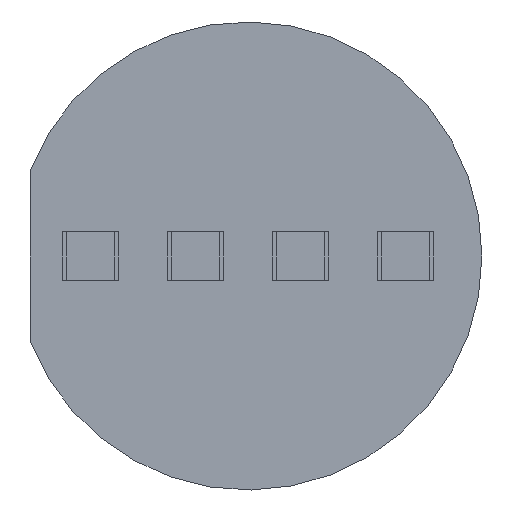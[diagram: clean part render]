
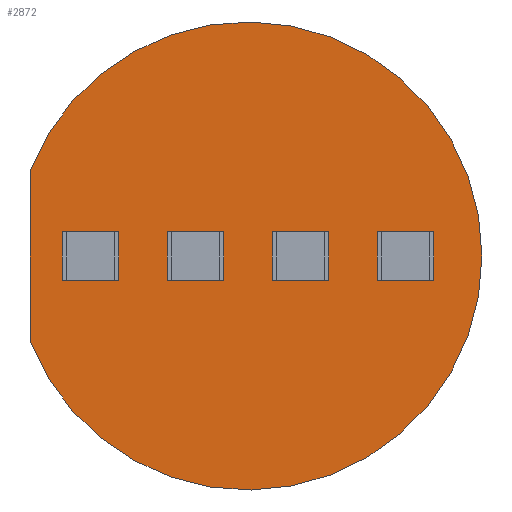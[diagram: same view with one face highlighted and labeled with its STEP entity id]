
A CAD part, front view. The second image highlights one B-rep face of the part: STEP entity #2872.
In plain terms, the highlighted planar face has unit normal (0, -1, 0).
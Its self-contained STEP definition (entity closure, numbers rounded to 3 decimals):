
#35=FACE_BOUND('',#374,.T.);
#36=FACE_BOUND('',#375,.T.);
#37=FACE_BOUND('',#376,.T.);
#38=FACE_BOUND('',#377,.T.);
#42=PLANE('',#3072);
#209=FACE_OUTER_BOUND('',#373,.T.);
#373=EDGE_LOOP('',(#2055,#2056));
#374=EDGE_LOOP('',(#2057,#2058,#2059,#2060));
#375=EDGE_LOOP('',(#2061,#2062,#2063,#2064));
#376=EDGE_LOOP('',(#2065,#2066,#2067,#2068));
#377=EDGE_LOOP('',(#2069,#2070,#2071,#2072));
#543=LINE('',#4074,#933);
#544=LINE('',#4077,#934);
#545=LINE('',#4079,#935);
#546=LINE('',#4081,#936);
#547=LINE('',#4082,#937);
#548=LINE('',#4085,#938);
#549=LINE('',#4087,#939);
#550=LINE('',#4089,#940);
#551=LINE('',#4090,#941);
#552=LINE('',#4093,#942);
#553=LINE('',#4095,#943);
#554=LINE('',#4097,#944);
#555=LINE('',#4098,#945);
#556=LINE('',#4101,#946);
#557=LINE('',#4103,#947);
#558=LINE('',#4105,#948);
#559=LINE('',#4106,#949);
#933=VECTOR('',#3285,1000.);
#934=VECTOR('',#3286,1000.);
#935=VECTOR('',#3287,1000.);
#936=VECTOR('',#3288,1000.);
#937=VECTOR('',#3289,1000.);
#938=VECTOR('',#3290,1000.);
#939=VECTOR('',#3291,1000.);
#940=VECTOR('',#3292,1000.);
#941=VECTOR('',#3293,1000.);
#942=VECTOR('',#3294,1000.);
#943=VECTOR('',#3295,1000.);
#944=VECTOR('',#3296,1000.);
#945=VECTOR('',#3297,1000.);
#946=VECTOR('',#3298,1000.);
#947=VECTOR('',#3299,1000.);
#948=VECTOR('',#3300,1000.);
#949=VECTOR('',#3301,1000.);
#1332=CIRCLE('',#3071,2.9);
#1354=VERTEX_POINT('',#4068);
#1355=VERTEX_POINT('',#4070);
#1356=VERTEX_POINT('',#4075);
#1357=VERTEX_POINT('',#4076);
#1358=VERTEX_POINT('',#4078);
#1359=VERTEX_POINT('',#4080);
#1360=VERTEX_POINT('',#4083);
#1361=VERTEX_POINT('',#4084);
#1362=VERTEX_POINT('',#4086);
#1363=VERTEX_POINT('',#4088);
#1364=VERTEX_POINT('',#4091);
#1365=VERTEX_POINT('',#4092);
#1366=VERTEX_POINT('',#4094);
#1367=VERTEX_POINT('',#4096);
#1368=VERTEX_POINT('',#4099);
#1369=VERTEX_POINT('',#4100);
#1370=VERTEX_POINT('',#4102);
#1371=VERTEX_POINT('',#4104);
#1633=EDGE_CURVE('',#1354,#1355,#1332,.T.);
#1635=EDGE_CURVE('',#1355,#1354,#543,.T.);
#1636=EDGE_CURVE('',#1356,#1357,#544,.T.);
#1637=EDGE_CURVE('',#1358,#1356,#545,.T.);
#1638=EDGE_CURVE('',#1359,#1358,#546,.T.);
#1639=EDGE_CURVE('',#1357,#1359,#547,.T.);
#1640=EDGE_CURVE('',#1360,#1361,#548,.T.);
#1641=EDGE_CURVE('',#1362,#1360,#549,.T.);
#1642=EDGE_CURVE('',#1363,#1362,#550,.T.);
#1643=EDGE_CURVE('',#1361,#1363,#551,.T.);
#1644=EDGE_CURVE('',#1364,#1365,#552,.T.);
#1645=EDGE_CURVE('',#1366,#1364,#553,.T.);
#1646=EDGE_CURVE('',#1367,#1366,#554,.T.);
#1647=EDGE_CURVE('',#1365,#1367,#555,.T.);
#1648=EDGE_CURVE('',#1368,#1369,#556,.T.);
#1649=EDGE_CURVE('',#1370,#1368,#557,.T.);
#1650=EDGE_CURVE('',#1371,#1370,#558,.T.);
#1651=EDGE_CURVE('',#1369,#1371,#559,.T.);
#2055=ORIENTED_EDGE('',*,*,#1633,.F.);
#2056=ORIENTED_EDGE('',*,*,#1635,.F.);
#2057=ORIENTED_EDGE('',*,*,#1636,.F.);
#2058=ORIENTED_EDGE('',*,*,#1637,.F.);
#2059=ORIENTED_EDGE('',*,*,#1638,.F.);
#2060=ORIENTED_EDGE('',*,*,#1639,.F.);
#2061=ORIENTED_EDGE('',*,*,#1640,.F.);
#2062=ORIENTED_EDGE('',*,*,#1641,.F.);
#2063=ORIENTED_EDGE('',*,*,#1642,.F.);
#2064=ORIENTED_EDGE('',*,*,#1643,.F.);
#2065=ORIENTED_EDGE('',*,*,#1644,.F.);
#2066=ORIENTED_EDGE('',*,*,#1645,.F.);
#2067=ORIENTED_EDGE('',*,*,#1646,.F.);
#2068=ORIENTED_EDGE('',*,*,#1647,.F.);
#2069=ORIENTED_EDGE('',*,*,#1648,.F.);
#2070=ORIENTED_EDGE('',*,*,#1649,.F.);
#2071=ORIENTED_EDGE('',*,*,#1650,.F.);
#2072=ORIENTED_EDGE('',*,*,#1651,.F.);
#2872=ADVANCED_FACE('',(#209,#35,#36,#37,#38),#42,.F.);
#3071=AXIS2_PLACEMENT_3D('',#4071,#3280,#3281);
#3072=AXIS2_PLACEMENT_3D('',#4073,#3283,#3284);
#3280=DIRECTION('center_axis',(0.,1.,0.));
#3281=DIRECTION('ref_axis',(0.,0.,1.));
#3283=DIRECTION('center_axis',(0.,1.,0.));
#3284=DIRECTION('ref_axis',(0.,0.,1.));
#3285=DIRECTION('',(0.,0.,1.));
#3286=DIRECTION('',(0.,0.,1.));
#3287=DIRECTION('',(1.,0.,0.));
#3288=DIRECTION('',(0.,0.,-1.));
#3289=DIRECTION('',(-1.,0.,0.));
#3290=DIRECTION('',(0.,0.,1.));
#3291=DIRECTION('',(1.,0.,0.));
#3292=DIRECTION('',(0.,0.,-1.));
#3293=DIRECTION('',(-1.,0.,0.));
#3294=DIRECTION('',(0.,0.,1.));
#3295=DIRECTION('',(1.,0.,0.));
#3296=DIRECTION('',(0.,0.,-1.));
#3297=DIRECTION('',(-1.,0.,0.));
#3298=DIRECTION('',(0.,0.,1.));
#3299=DIRECTION('',(1.,0.,0.));
#3300=DIRECTION('',(0.,0.,-1.));
#3301=DIRECTION('',(-1.,0.,0.));
#4068=CARTESIAN_POINT('',(-2.7,5.,1.058));
#4070=CARTESIAN_POINT('',(-2.7,5.,-1.058));
#4071=CARTESIAN_POINT('Origin',(0.,5.,0.));
#4073=CARTESIAN_POINT('Origin',(0.,5.,0.));
#4074=CARTESIAN_POINT('',(-2.7,5.,-1.058));
#4075=CARTESIAN_POINT('',(2.25,5.,-0.3));
#4076=CARTESIAN_POINT('',(2.25,5.,0.3));
#4077=CARTESIAN_POINT('',(2.25,5.,0.));
#4078=CARTESIAN_POINT('',(1.65,5.,-0.3));
#4079=CARTESIAN_POINT('',(0.,5.,-0.3));
#4080=CARTESIAN_POINT('',(1.65,5.,0.3));
#4081=CARTESIAN_POINT('',(1.65,5.,0.));
#4082=CARTESIAN_POINT('',(0.,5.,0.3));
#4083=CARTESIAN_POINT('',(-0.35,5.,-0.3));
#4084=CARTESIAN_POINT('',(-0.35,5.,0.3));
#4085=CARTESIAN_POINT('',(-0.35,5.,0.));
#4086=CARTESIAN_POINT('',(-0.95,5.,-0.3));
#4087=CARTESIAN_POINT('',(0.,5.,-0.3));
#4088=CARTESIAN_POINT('',(-0.95,5.,0.3));
#4089=CARTESIAN_POINT('',(-0.95,5.,0.));
#4090=CARTESIAN_POINT('',(0.,5.,0.3));
#4091=CARTESIAN_POINT('',(0.95,5.,-0.3));
#4092=CARTESIAN_POINT('',(0.95,5.,0.3));
#4093=CARTESIAN_POINT('',(0.95,5.,0.));
#4094=CARTESIAN_POINT('',(0.35,5.,-0.3));
#4095=CARTESIAN_POINT('',(0.,5.,-0.3));
#4096=CARTESIAN_POINT('',(0.35,5.,0.3));
#4097=CARTESIAN_POINT('',(0.35,5.,0.));
#4098=CARTESIAN_POINT('',(0.,5.,0.3));
#4099=CARTESIAN_POINT('',(-1.65,5.,-0.3));
#4100=CARTESIAN_POINT('',(-1.65,5.,0.3));
#4101=CARTESIAN_POINT('',(-1.65,5.,0.));
#4102=CARTESIAN_POINT('',(-2.25,5.,-0.3));
#4103=CARTESIAN_POINT('',(0.,5.,-0.3));
#4104=CARTESIAN_POINT('',(-2.25,5.,0.3));
#4105=CARTESIAN_POINT('',(-2.25,5.,0.));
#4106=CARTESIAN_POINT('',(0.,5.,0.3));
